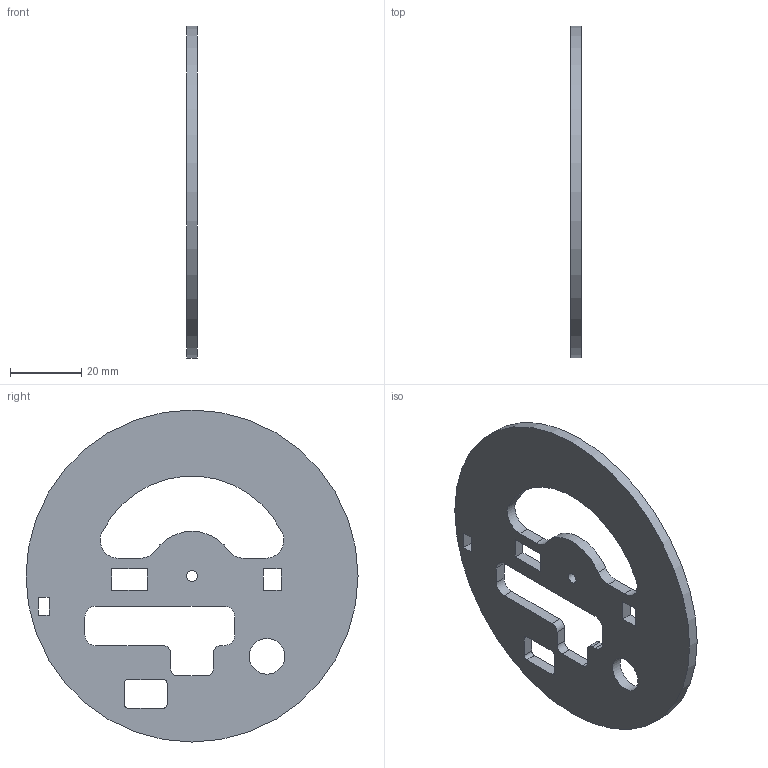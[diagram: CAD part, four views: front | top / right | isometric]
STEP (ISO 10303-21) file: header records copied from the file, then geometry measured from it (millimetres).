
FILE_DESCRIPTION(/* description */ (''),/* implementation_level */ '2;1');
FILE_NAME(/* name */ 'Electronics Chassis Side.stp',/* time_stamp */ '2015-09-22T15:31:49-07:00',/* author */ ('Evil Brian'),/* organization */ (''),/* preprocessor_version */ 'ST-DEVELOPER v16.1',/* originating_system */ 'Autodesk Inventor 2016',/* authorisation */ '');
FILE_SCHEMA (('AUTOMOTIVE_DESIGN { 1 0 10303 214 3 1 1 }'));
Length unit declared in the file: millimetre
Products named in the file (1): Electronics Chassis Side
Bounding box: 3 x 93 x 93 mm (x, y, z)
Volume: 15443.5 mm3; surface area: 12350.9 mm2
Topology: 1 solids, 1 shells, 49 faces, 141 edges, 94 vertices
Faces by surface type: plane 28, cylinder 21
Full cylindrical faces by diameter (mm): 3 x1, 10 x1, 93 x1
Entity records: 1658 total; most frequent: CARTESIAN_POINT 282, DIRECTION 280, ORIENTED_EDGE 276, EDGE_CURVE 138, LINE 96, VECTOR 96, VERTEX_POINT 94, AXIS2_PLACEMENT_3D 92
